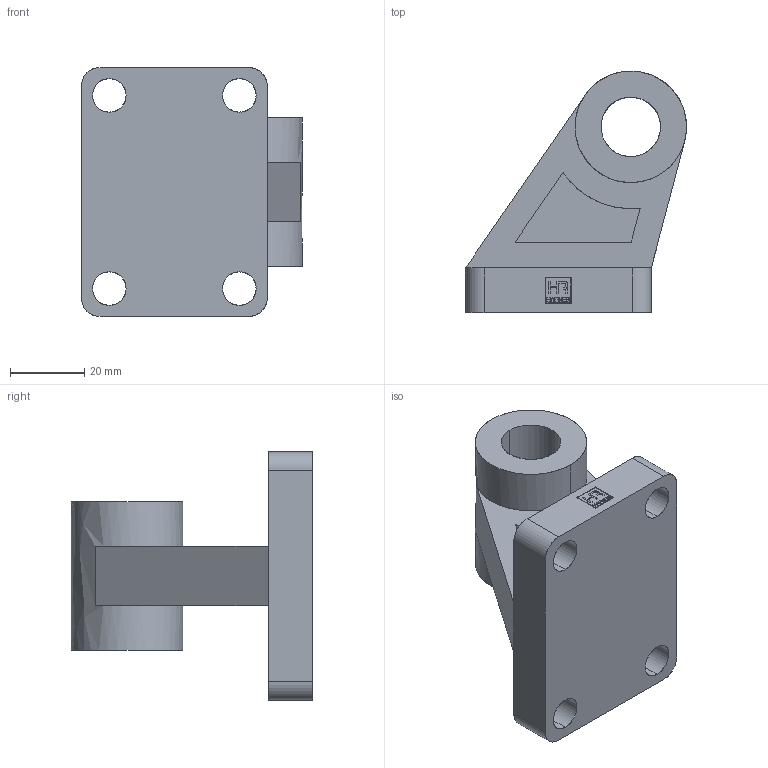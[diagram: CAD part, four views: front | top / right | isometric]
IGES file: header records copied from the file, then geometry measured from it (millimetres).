
Start section: SolidWorks IGES file using analytic representation for surfaces
Global section: file name: EM_I_USE_063.IGS; native system: SolidWorks 2013; preprocessor: SolidWorks 2013; author: technolog3; date: 141009.134645; units: millimetre
Bounding box: 59.5 x 65 x 67 mm (x, y, z)
Surface area: 19685 mm2 (no closed solid volume)
Topology: 0 solids, 0 shells, 156 faces, 1519 edges, 1519 vertices
Faces by surface type: bspline 138, revolution 18
